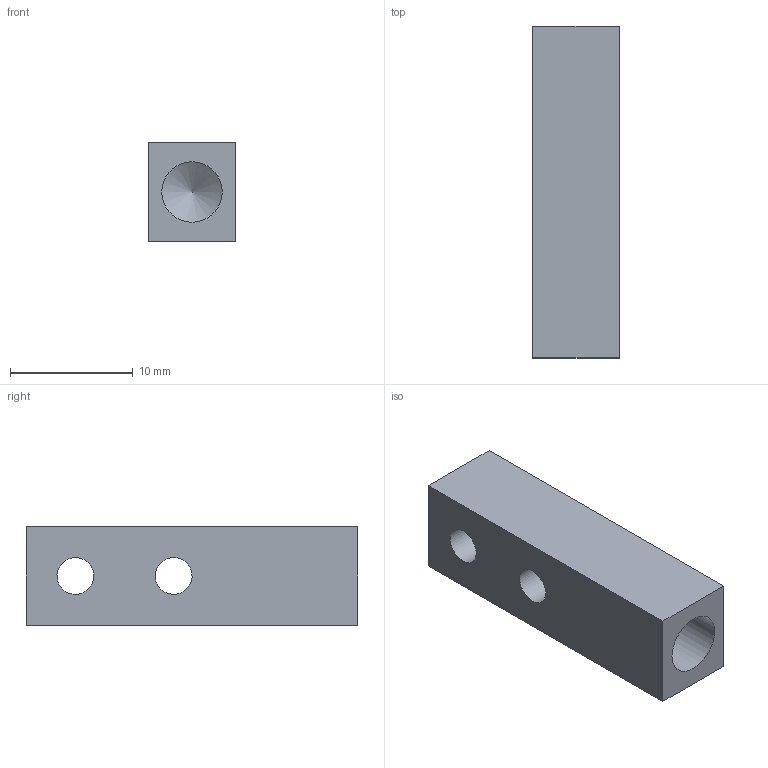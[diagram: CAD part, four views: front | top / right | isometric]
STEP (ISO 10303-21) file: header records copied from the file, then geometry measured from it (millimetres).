
FILE_DESCRIPTION(/* description */ (''),/* implementation_level */ '2;1');
FILE_NAME(/* name */ 'MWS_BMP005_003_P_004.stp',/* time_stamp */ '2024-04-22T15:02:10+02:00',/* author */ ('faricci'),/* organization */ (''),/* preprocessor_version */ 'ST-DEVELOPER v20',/* originating_system */ 'Autodesk Inventor 2025',/* authorisation */ '');
FILE_SCHEMA (('AUTOMOTIVE_DESIGN { 1 0 10303 214 3 1 1 }'));
Length unit declared in the file: millimetre
Products named in the file (1): Stereotaxic_mounting
Bounding box: 7 x 27 x 8 mm (x, y, z)
Volume: 1232.8 mm3; surface area: 1167.9 mm2
Topology: 1 solids, 1 shells, 10 faces, 29 edges, 28 vertices
Faces by surface type: plane 6, cylinder 3, cone 1
Full cylindrical faces by diameter (mm): 3 x2, 4.917 x1
Entity records: 382 total; most frequent: CARTESIAN_POINT 61, DIRECTION 50, ORIENTED_EDGE 44, EDGE_CURVE 22, AXIS2_PLACEMENT_3D 17, LINE 16, VECTOR 16, EDGE_LOOP 15
